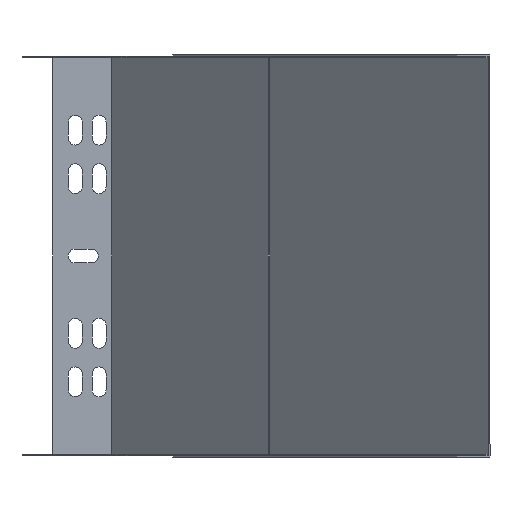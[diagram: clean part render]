
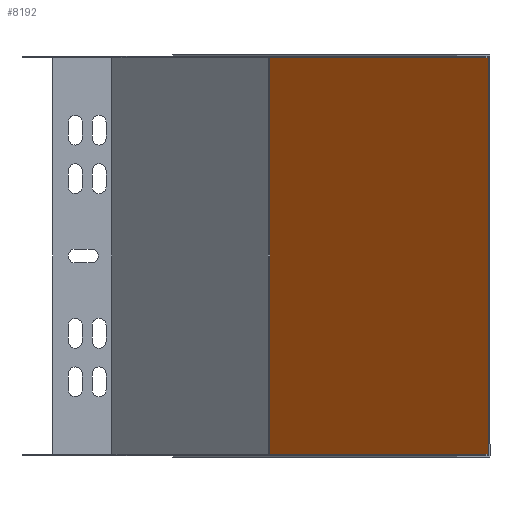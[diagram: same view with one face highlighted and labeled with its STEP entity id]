
A CAD part, front view. The second image highlights one B-rep face of the part: STEP entity #8192.
In plain terms, the highlighted planar face has unit normal (-0.707, -0.707, 0).
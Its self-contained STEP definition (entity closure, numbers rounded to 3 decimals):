
#683 = ORIENTED_EDGE ( 'NONE', *, *, #870, .F. ) ;
#755 = FACE_OUTER_BOUND ( 'NONE', #4244, .T. ) ;
#870 = EDGE_CURVE ( 'NONE', #3792, #2406, #5444, .T. ) ;
#872 = CARTESIAN_POINT ( 'NONE',  ( -4.371, 110.879, 221.629 ) ) ;
#1050 = LINE ( 'NONE', #4008, #4040 ) ;
#1743 = EDGE_CURVE ( 'NONE', #2406, #4926, #8291, .T. ) ;
#1762 = VECTOR ( 'NONE', #2942, 1000. ) ;
#2026 = AXIS2_PLACEMENT_3D ( 'NONE', #3943, #3493, #3463 ) ;
#2406 = VERTEX_POINT ( 'NONE', #4649 ) ;
#2714 = DIRECTION ( 'NONE',  ( 0.707, -0.707, 0. ) ) ;
#2719 = CARTESIAN_POINT ( 'NONE',  ( -4.371, 110.879, 20.029 ) ) ;
#2724 = CARTESIAN_POINT ( 'NONE',  ( -4.371, 110.879, 221.629 ) ) ;
#2754 = CARTESIAN_POINT ( 'NONE',  ( 139.172, -32.663, 20.029 ) ) ;
#2924 = EDGE_CURVE ( 'NONE', #3131, #3792, #1050, .T. ) ;
#2942 = DIRECTION ( 'NONE',  ( -0.707, 0.707, 0. ) ) ;
#2963 = CARTESIAN_POINT ( 'NONE',  ( 139.172, -32.663, 221.629 ) ) ;
#3131 = VERTEX_POINT ( 'NONE', #2719 ) ;
#3463 = DIRECTION ( 'NONE',  ( 0.707, -0.707, 0. ) ) ;
#3493 = DIRECTION ( 'NONE',  ( -0.707, -0.707, 0. ) ) ;
#3680 = PLANE ( 'NONE',  #2026 ) ;
#3692 = ORIENTED_EDGE ( 'NONE', *, *, #2924, .F. ) ;
#3792 = VERTEX_POINT ( 'NONE', #872 ) ;
#3943 = CARTESIAN_POINT ( 'NONE',  ( 139.172, -32.663, 20.029 ) ) ;
#3991 = DIRECTION ( 'NONE',  ( 0., 0., 1. ) ) ;
#4008 = CARTESIAN_POINT ( 'NONE',  ( -4.371, 110.879, 221.629 ) ) ;
#4040 = VECTOR ( 'NONE', #3991, 1000. ) ;
#4089 = ORIENTED_EDGE ( 'NONE', *, *, #6318, .F. ) ;
#4244 = EDGE_LOOP ( 'NONE', ( #4089, #6845, #683, #3692 ) ) ;
#4649 = CARTESIAN_POINT ( 'NONE',  ( 139.172, -32.663, 221.629 ) ) ;
#4926 = VERTEX_POINT ( 'NONE', #6460 ) ;
#5159 = DIRECTION ( 'NONE',  ( 0., 0., -1. ) ) ;
#5444 = LINE ( 'NONE', #2724, #7384 ) ;
#6318 = EDGE_CURVE ( 'NONE', #4926, #3131, #7537, .T. ) ;
#6460 = CARTESIAN_POINT ( 'NONE',  ( 139.172, -32.663, 20.029 ) ) ;
#6618 = VECTOR ( 'NONE', #5159, 1000. ) ;
#6845 = ORIENTED_EDGE ( 'NONE', *, *, #1743, .F. ) ;
#7384 = VECTOR ( 'NONE', #2714, 1000. ) ;
#7537 = LINE ( 'NONE', #2754, #1762 ) ;
#8192 = ADVANCED_FACE ( 'NONE', ( #755 ), #3680, .T. ) ;
#8291 = LINE ( 'NONE', #2963, #6618 ) ;
